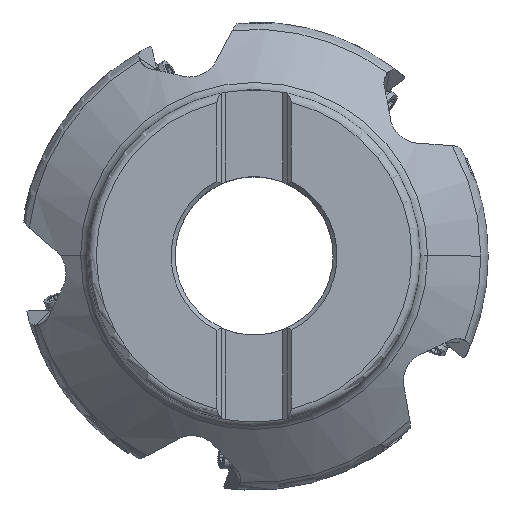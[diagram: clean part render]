
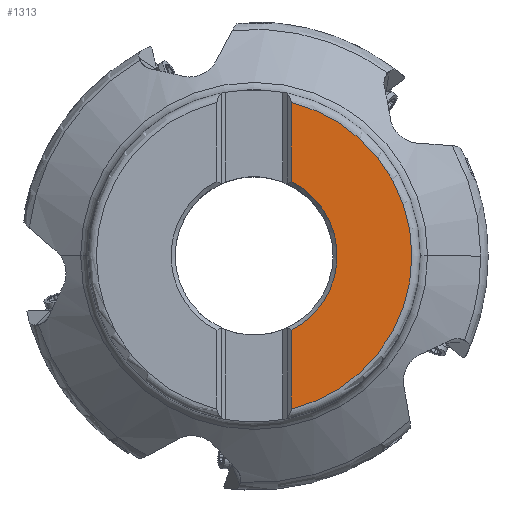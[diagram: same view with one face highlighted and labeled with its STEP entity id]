
A CAD part, top view. The second image highlights one B-rep face of the part: STEP entity #1313.
In plain terms, the highlighted planar face has unit normal (0, 0, 1).
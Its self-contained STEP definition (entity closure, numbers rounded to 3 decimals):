
#1313=ADVANCED_FACE('',(#2388),#2008,.T.);
#2008=PLANE('',#14745);
#2388=FACE_OUTER_BOUND('',#3128,.T.);
#3128=EDGE_LOOP('',(#6380,#6381,#6382,#6383,#6384));
#3944=LINE('',#22459,#4803);
#3945=LINE('',#22480,#4804);
#4803=VECTOR('',#16869,1.);
#4804=VECTOR('',#16880,1.);
#6380=ORIENTED_EDGE('',*,*,#11536,.F.);
#6381=ORIENTED_EDGE('',*,*,#11537,.F.);
#6382=ORIENTED_EDGE('',*,*,#11528,.F.);
#6383=ORIENTED_EDGE('',*,*,#11527,.F.);
#6384=ORIENTED_EDGE('',*,*,#11531,.T.);
#10024=VERTEX_POINT('',#22428);
#10025=VERTEX_POINT('',#22429);
#10026=VERTEX_POINT('',#22431);
#10027=VERTEX_POINT('',#22460);
#10029=VERTEX_POINT('',#22477);
#11527=EDGE_CURVE('',#10024,#10025,#13283,.T.);
#11528=EDGE_CURVE('',#10025,#10026,#13284,.T.);
#11531=EDGE_CURVE('',#10024,#10027,#3944,.T.);
#11536=EDGE_CURVE('',#10029,#10027,#13287,.T.);
#11537=EDGE_CURVE('',#10026,#10029,#3945,.T.);
#13283=CIRCLE('',#14737,38.);
#13284=CIRCLE('',#14738,38.);
#13287=CIRCLE('',#14743,20.015);
#14737=AXIS2_PLACEMENT_3D('',#22427,#16863,#16864);
#14738=AXIS2_PLACEMENT_3D('',#22430,#16865,#16866);
#14743=AXIS2_PLACEMENT_3D('',#22478,#16876,#16877);
#14745=AXIS2_PLACEMENT_3D('',#22481,#16881,#16882);
#16863=DIRECTION('',(0.,0.,-1.));
#16864=DIRECTION('',(0.235,0.972,0.));
#16865=DIRECTION('',(0.,0.,-1.));
#16866=DIRECTION('',(1.,0.,0.));
#16869=DIRECTION('',(0.,-1.,0.));
#16876=DIRECTION('',(0.,0.,1.));
#16877=DIRECTION('',(0.447,-0.895,0.));
#16880=DIRECTION('',(0.,1.,0.));
#16881=DIRECTION('',(0.,0.,1.));
#16882=DIRECTION('',(1.,0.,0.));
#22427=CARTESIAN_POINT('',(0.,0.,0.));
#22428=CARTESIAN_POINT('',(8.938,36.934,0.));
#22429=CARTESIAN_POINT('',(38.,0.,0.));
#22430=CARTESIAN_POINT('',(0.,0.,0.));
#22431=CARTESIAN_POINT('',(8.938,-36.934,0.));
#22459=CARTESIAN_POINT('',(8.938,36.934,0.));
#22460=CARTESIAN_POINT('',(8.937,17.909,0.));
#22477=CARTESIAN_POINT('',(8.937,-17.909,0.));
#22478=CARTESIAN_POINT('',(0.,0.,0.));
#22480=CARTESIAN_POINT('',(8.938,-36.934,0.));
#22481=CARTESIAN_POINT('',(23.469,0.,0.));
